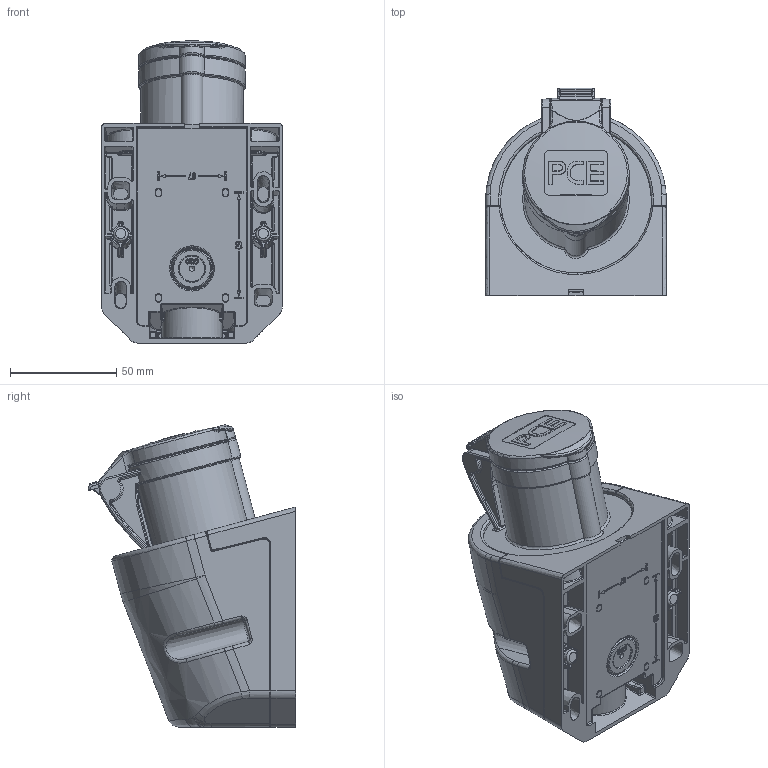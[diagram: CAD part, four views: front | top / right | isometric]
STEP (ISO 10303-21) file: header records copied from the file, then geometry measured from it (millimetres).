
FILE_DESCRIPTION (( 'STEP AP203' ), '1' );
FILE_NAME ('113-6.STEP', '2017-12-21T08:57:28', ( '' ), ( '' ), 'SwSTEP 2.0', 'SolidWorks 2016', '' );
FILE_SCHEMA (( 'CONFIG_CONTROL_DESIGN' ));
Length unit declared in the file: millimetre
Products named in the file (1): 113-6
Bounding box: 85 x 97.49 x 142.12 mm (x, y, z)
Volume: 564314.3 mm3; surface area: 58992.1 mm2
Topology: 1 solids, 1 shells, 1632 faces, 4053 edges, 2401 vertices
Faces by surface type: bspline 495, plane 480, cylinder 429, sphere 96, torus 92, cone 40
Full cylindrical faces by diameter (mm): 25 x1
Entity records: 89820 total; most frequent: CARTESIAN_POINT 56954, ORIENTED_EDGE 7760, DIRECTION 5295, EDGE_CURVE 3880, VERTEX_POINT 2340, AXIS2_PLACEMENT_3D 1898, EDGE_LOOP 1724, FACE_OUTER_BOUND 1651
